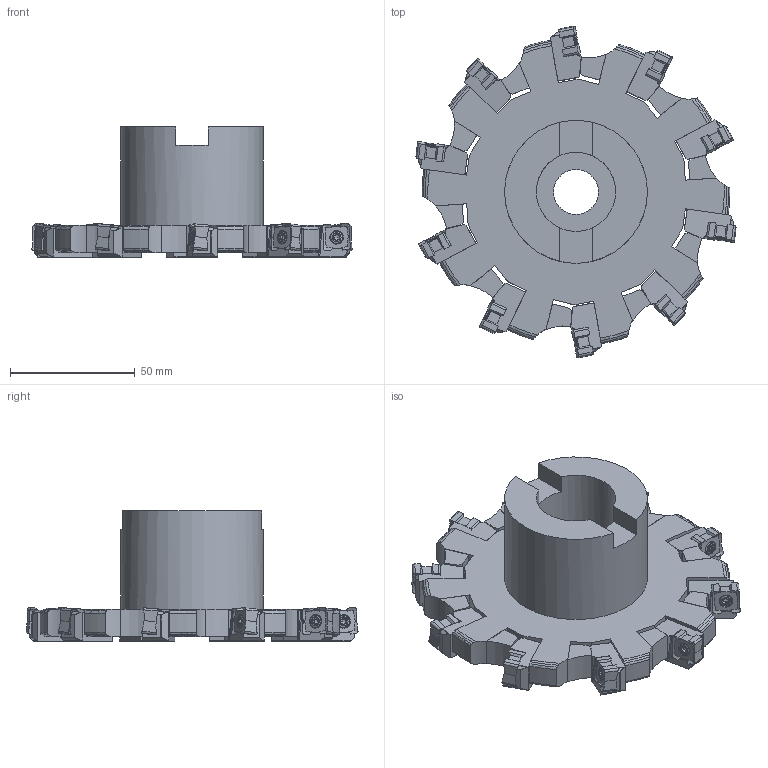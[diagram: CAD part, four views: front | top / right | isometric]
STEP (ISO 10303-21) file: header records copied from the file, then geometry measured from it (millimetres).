
FILE_DESCRIPTION(/* description */ (''),/* implementation_level */ '2;1');
FILE_NAME(/* name */ 'R335.18-05.00-0809L-XN05_Detailed.stp',/* time_stamp */ '2024-07-23T09:31:45+05:00',/* author */ (''),/* organization */ (''),/* preprocessor_version */ 'ST-DEVELOPER v18.102',/* originating_system */ 'SIEMENS PLM Software NX2206.8101',/* authorisation */ '');
FILE_SCHEMA (('AUTOMOTIVE_DESIGN { 1 0 10303 214 3 1 1 1 }'));
Length unit declared in the file: millimetre
Products named in the file (4): CUT; NOCUT; ASSEMBLY_CONSTRUCTION; R335.18-05.00-0809L-XN05_Detailed_stp
Assembly tree (12 placements, depth 2):
  R335.18-05.00-0809L-XN05_Detailed_stp
    ASSEMBLY_CONSTRUCTION
    NOCUT
    CUT  x10
Bounding box: 128.16 x 132.92 x 52.09 mm (x, y, z)
Volume: 189360.5 mm3; surface area: 53582.6 mm2
Topology: 21 solids, 21 shells, 1288 faces, 4062 edges, 2862 vertices
Faces by surface type: plane 712, cylinder 264, bspline 120, cone 91, torus 71, sphere 30
Full cylindrical faces by diameter (mm): 3.5 x10, 4 x10, 4.8 x10, 18 x1, 27 x1, 31.761 x1, 57.15 x1
Entity records: 51921 total; most frequent: CARTESIAN_POINT 28538, ORIENTED_EDGE 5328, DIRECTION 3892, EDGE_CURVE 2664, VERTEX_POINT 1809, LINE 1374, VECTOR 1374, AXIS2_PLACEMENT_3D 1259
